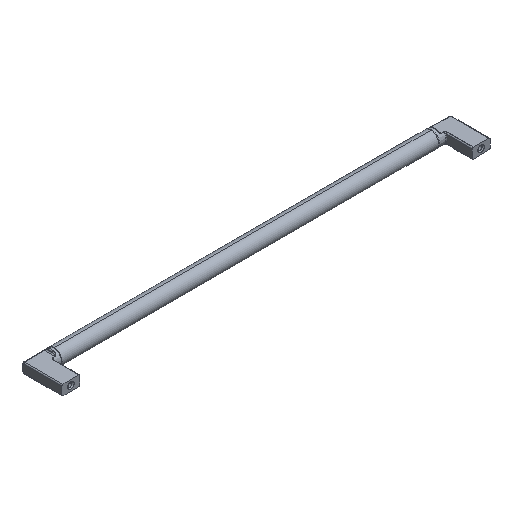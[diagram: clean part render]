
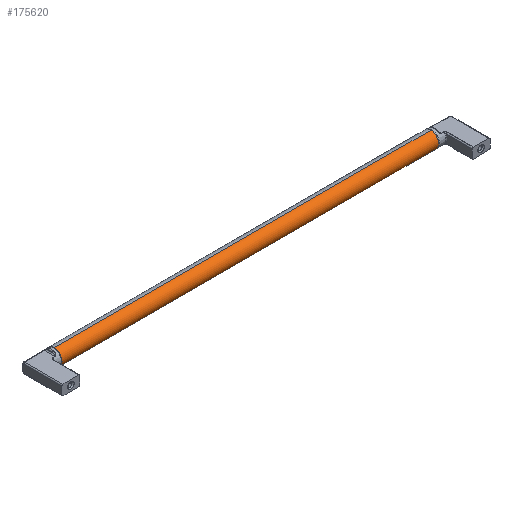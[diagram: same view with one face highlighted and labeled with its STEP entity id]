
A CAD part, isometric view. The second image highlights one B-rep face of the part: STEP entity #175620.
In plain terms, the highlighted cylindrical face has radius 6.1 mm (diameter 12.2 mm), a partial arc.
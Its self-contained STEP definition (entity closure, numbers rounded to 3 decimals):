
#174670=CARTESIAN_POINT('',(0.,0.,
-294.));
#174680=DIRECTION('',(0.,0.,1.));
#174690=DIRECTION('',(0.,-1.,0.));
#174700=AXIS2_PLACEMENT_3D('',#174670,#174680,#174690);
#174710=CIRCLE('',#174700,6.1);
#174720=CARTESIAN_POINT('',(0.,-6.1,-294.));
#174730=VERTEX_POINT('',#174720);
#174740=CARTESIAN_POINT('',(0.,6.1,-294.));
#174750=VERTEX_POINT('',#174740);
#174780=EDGE_CURVE('',#174750,#174730,#174710,.T.);
#175030=CARTESIAN_POINT('',(0.,0.,0.
));
#175040=DIRECTION('',(0.,0.,1.));
#175050=DIRECTION('',(0.,-1.,0.));
#175060=AXIS2_PLACEMENT_3D('',#175030,#175040,#175050);
#175070=CIRCLE('',#175060,6.1);
#175080=CARTESIAN_POINT('',(0.,-6.1,0.));
#175090=VERTEX_POINT('',#175080);
#175100=CARTESIAN_POINT('',(0.,6.1,0.));
#175110=VERTEX_POINT('',#175100);
#175140=EDGE_CURVE('',#175110,#175090,#175070,.T.);
#175410=CARTESIAN_POINT('',(0.,0.,-147.448));
#175420=DIRECTION('',(0.,0.,1.));
#175430=DIRECTION('',(0.,-1.,0.));
#175440=AXIS2_PLACEMENT_3D('',#175410,#175420,#175430);
#175450=CYLINDRICAL_SURFACE('',#175440,6.1);
#175460=CARTESIAN_POINT('',(0.,6.1,-147.448));
#175470=DIRECTION('',(0.,0.,1.));
#175480=VECTOR('',#175470,1.);
#175490=LINE('',#175460,#175480);
#175500=EDGE_CURVE('',#174750,#175110,#175490,.T.);
#175510=ORIENTED_EDGE('',*,*,#175500,.F.);
#175520=ORIENTED_EDGE('',*,*,#175140,.F.);
#175530=CARTESIAN_POINT('',(0.,-6.1,-147.448));
#175540=DIRECTION('',(0.,0.,1.));
#175550=VECTOR('',#175540,1.);
#175560=LINE('',#175530,#175550);
#175570=EDGE_CURVE('',#174730,#175090,#175560,.T.);
#175580=ORIENTED_EDGE('',*,*,#175570,.T.);
#175590=ORIENTED_EDGE('',*,*,#174780,.T.);
#175600=EDGE_LOOP('',(#175590,#175580,#175520,#175510));
#175610=FACE_OUTER_BOUND('',#175600,.T.);
#175620=ADVANCED_FACE('',(#175610),#175450,.T.);
